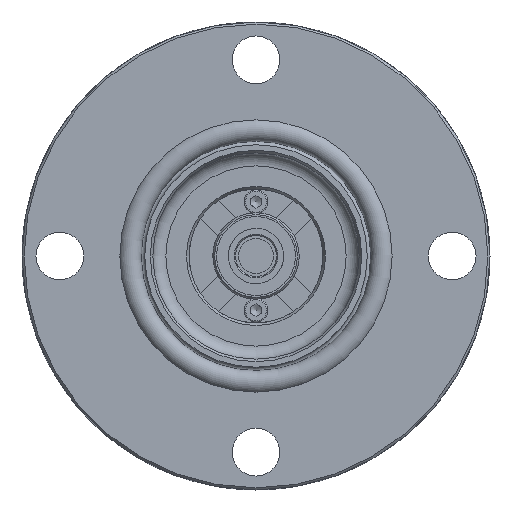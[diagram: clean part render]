
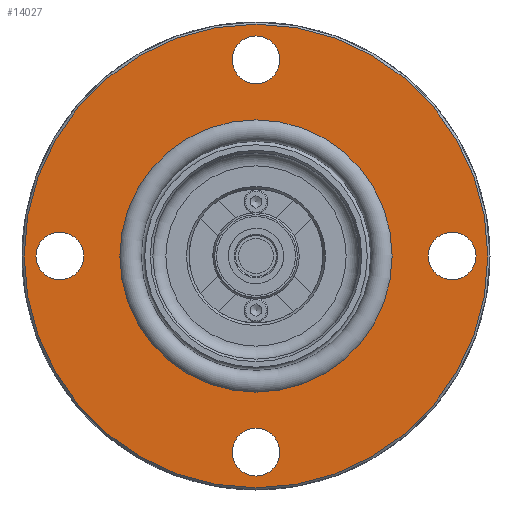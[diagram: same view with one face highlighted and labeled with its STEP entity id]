
A CAD part, left-side view. The second image highlights one B-rep face of the part: STEP entity #14027.
In plain terms, the highlighted planar face has unit normal (-1, 0, 0).
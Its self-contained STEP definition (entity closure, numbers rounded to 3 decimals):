
#370=FACE_BOUND('',#4981,.T.);
#371=FACE_BOUND('',#4982,.T.);
#372=FACE_BOUND('',#4983,.T.);
#373=FACE_BOUND('',#4984,.T.);
#374=FACE_BOUND('',#4985,.T.);
#2945=CIRCLE('',#14938,31.4);
#2946=CIRCLE('',#14939,31.4);
#3012=CIRCLE('',#15056,5.5);
#3017=CIRCLE('',#15066,5.5);
#3022=CIRCLE('',#15076,5.5);
#3031=CIRCLE('',#15089,5.5);
#3033=CIRCLE('',#15097,53.475);
#3357=PLANE('',#15098);
#4102=FACE_OUTER_BOUND('',#4980,.T.);
#4980=EDGE_LOOP('',(#12871));
#4981=EDGE_LOOP('',(#12872,#12873));
#4982=EDGE_LOOP('',(#12874));
#4983=EDGE_LOOP('',(#12875));
#4984=EDGE_LOOP('',(#12876));
#4985=EDGE_LOOP('',(#12877));
#6739=VERTEX_POINT('',#98719);
#6740=VERTEX_POINT('',#98720);
#6825=VERTEX_POINT('',#98995);
#6836=VERTEX_POINT('',#99060);
#6848=VERTEX_POINT('',#99128);
#6858=VERTEX_POINT('',#99191);
#6863=VERTEX_POINT('',#99247);
#8715=EDGE_CURVE('',#6739,#6740,#2945,.T.);
#8716=EDGE_CURVE('',#6740,#6739,#2946,.T.);
#8839=EDGE_CURVE('',#6825,#6825,#3012,.T.);
#8854=EDGE_CURVE('',#6836,#6836,#3017,.T.);
#8870=EDGE_CURVE('',#6848,#6848,#3022,.T.);
#8887=EDGE_CURVE('',#6858,#6858,#3031,.T.);
#8898=EDGE_CURVE('',#6863,#6863,#3033,.T.);
#12871=ORIENTED_EDGE('',*,*,#8898,.F.);
#12872=ORIENTED_EDGE('',*,*,#8715,.T.);
#12873=ORIENTED_EDGE('',*,*,#8716,.T.);
#12874=ORIENTED_EDGE('',*,*,#8839,.T.);
#12875=ORIENTED_EDGE('',*,*,#8854,.T.);
#12876=ORIENTED_EDGE('',*,*,#8870,.T.);
#12877=ORIENTED_EDGE('',*,*,#8887,.T.);
#14027=ADVANCED_FACE('',(#4102,#370,#371,#372,#373,#374),#3357,.T.);
#14938=AXIS2_PLACEMENT_3D('',#98721,#17597,#17598);
#14939=AXIS2_PLACEMENT_3D('',#98722,#17599,#17600);
#15056=AXIS2_PLACEMENT_3D('',#98997,#17882,#17883);
#15066=AXIS2_PLACEMENT_3D('',#99062,#17909,#17910);
#15076=AXIS2_PLACEMENT_3D('',#99130,#17936,#17937);
#15089=AXIS2_PLACEMENT_3D('',#99193,#17968,#17969);
#15097=AXIS2_PLACEMENT_3D('',#99249,#17990,#17991);
#15098=AXIS2_PLACEMENT_3D('',#99250,#17992,#17993);
#17597=DIRECTION('center_axis',(1.,0.,0.));
#17598=DIRECTION('ref_axis',(0.,0.,1.));
#17599=DIRECTION('center_axis',(1.,0.,0.));
#17600=DIRECTION('ref_axis',(0.,0.,1.));
#17882=DIRECTION('center_axis',(1.,0.,0.));
#17883=DIRECTION('ref_axis',(0.,1.,0.));
#17909=DIRECTION('center_axis',(1.,0.,0.));
#17910=DIRECTION('ref_axis',(0.,0.,-1.));
#17936=DIRECTION('center_axis',(1.,0.,0.));
#17937=DIRECTION('ref_axis',(0.,-1.,0.));
#17968=DIRECTION('center_axis',(1.,0.,0.));
#17969=DIRECTION('ref_axis',(0.,0.,1.));
#17990=DIRECTION('center_axis',(1.,0.,0.));
#17991=DIRECTION('ref_axis',(0.,-1.,0.));
#17992=DIRECTION('center_axis',(-1.,0.,0.));
#17993=DIRECTION('ref_axis',(0.,0.,1.));
#98719=CARTESIAN_POINT('',(0.,0.,31.4));
#98720=CARTESIAN_POINT('',(0.,0.,-31.4));
#98721=CARTESIAN_POINT('Origin',(0.,0.,0.));
#98722=CARTESIAN_POINT('Origin',(0.,0.,0.));
#98995=CARTESIAN_POINT('',(0.,39.75,0.));
#98997=CARTESIAN_POINT('Origin',(0.,45.25,0.));
#99060=CARTESIAN_POINT('',(0.,0.,-39.75));
#99062=CARTESIAN_POINT('Origin',(0.,0.,-45.25));
#99128=CARTESIAN_POINT('',(0.,-39.75,0.));
#99130=CARTESIAN_POINT('Origin',(0.,-45.25,0.));
#99191=CARTESIAN_POINT('',(0.,0.,39.75));
#99193=CARTESIAN_POINT('Origin',(0.,0.,45.25));
#99247=CARTESIAN_POINT('',(0.,53.475,0.));
#99249=CARTESIAN_POINT('Origin',(0.,0.,0.));
#99250=CARTESIAN_POINT('Origin',(0.,0.,0.));
